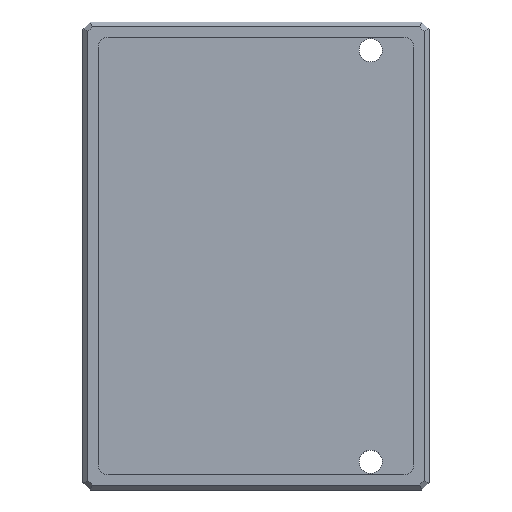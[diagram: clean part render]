
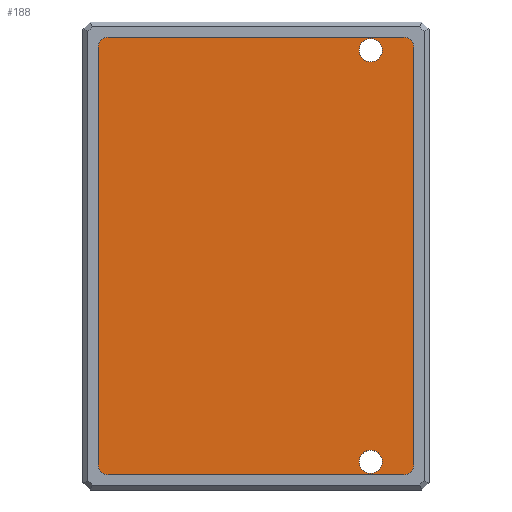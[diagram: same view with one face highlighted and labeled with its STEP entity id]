
A CAD part, top view. The second image highlights one B-rep face of the part: STEP entity #188.
In plain terms, the highlighted planar face has unit normal (0, 0, 1).
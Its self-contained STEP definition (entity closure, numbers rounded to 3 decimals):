
#19 = DIRECTION ( 'NONE',  ( -1., 0., 0. ) ) ;
#29 = VERTEX_POINT ( 'NONE', #292 ) ;
#40 = DIRECTION ( 'NONE',  ( 1., 0., 0. ) ) ;
#48 = CARTESIAN_POINT ( 'NONE',  ( 96.363, 136.05, 3.175 ) ) ;
#49 = CARTESIAN_POINT ( 'NONE',  ( 102.713, -136.05, 3.175 ) ) ;
#59 = CARTESIAN_POINT ( 'NONE',  ( 67.212, -134.05, 3.175 ) ) ;
#62 = LINE ( 'NONE', #136, #376 ) ;
#74 = ORIENTED_EDGE ( 'NONE', *, *, #910, .T. ) ;
#78 = AXIS2_PLACEMENT_3D ( 'NONE', #113, #680, #19 ) ;
#79 = ORIENTED_EDGE ( 'NONE', *, *, #1087, .T. ) ;
#82 = CIRCLE ( 'NONE', #770, 7.5 ) ;
#91 = DIRECTION ( 'NONE',  ( -1., 0., 0. ) ) ;
#94 = EDGE_CURVE ( 'NONE', #1138, #29, #952, .T. ) ;
#96 = CARTESIAN_POINT ( 'NONE',  ( 82.213, 134.05, 3.175 ) ) ;
#113 = CARTESIAN_POINT ( 'NONE',  ( -96.363, -136.05, 3.175 ) ) ;
#116 = DIRECTION ( 'NONE',  ( -1., 0., 0. ) ) ;
#121 = ORIENTED_EDGE ( 'NONE', *, *, #1060, .T. ) ;
#122 = AXIS2_PLACEMENT_3D ( 'NONE', #252, #231, #283 ) ;
#124 = CIRCLE ( 'NONE', #338, 6.35 ) ;
#133 = EDGE_CURVE ( 'NONE', #138, #364, #968, .T. ) ;
#136 = CARTESIAN_POINT ( 'NONE',  ( 102.713, -136.05, 3.175 ) ) ;
#138 = VERTEX_POINT ( 'NONE', #702 ) ;
#148 = CARTESIAN_POINT ( 'NONE',  ( -96.363, -142.4, 3.175 ) ) ;
#173 = LINE ( 'NONE', #447, #1012 ) ;
#188 = ADVANCED_FACE ( 'NONE', ( #310, #782, #203 ), #503, .F. ) ;
#203 = FACE_OUTER_BOUND ( 'NONE', #453, .T. ) ;
#223 = DIRECTION ( 'NONE',  ( 0., 0., 1. ) ) ;
#231 = DIRECTION ( 'NONE',  ( 0., 0., -1. ) ) ;
#236 = VECTOR ( 'NONE', #264, 1000. ) ;
#238 = DIRECTION ( 'NONE',  ( 0., 0., 1. ) ) ;
#252 = CARTESIAN_POINT ( 'NONE',  ( 74.713, -134.05, 3.175 ) ) ;
#263 = ORIENTED_EDGE ( 'NONE', *, *, #389, .T. ) ;
#264 = DIRECTION ( 'NONE',  ( 0., -1., 0. ) ) ;
#266 = VERTEX_POINT ( 'NONE', #1006 ) ;
#269 = DIRECTION ( 'NONE',  ( 0., 0., -1. ) ) ;
#281 = VERTEX_POINT ( 'NONE', #59 ) ;
#283 = DIRECTION ( 'NONE',  ( -1., 0., 0. ) ) ;
#288 = ORIENTED_EDGE ( 'NONE', *, *, #701, .T. ) ;
#291 = EDGE_CURVE ( 'NONE', #266, #1114, #893, .T. ) ;
#292 = CARTESIAN_POINT ( 'NONE',  ( 96.363, 142.4, 3.175 ) ) ;
#310 = FACE_BOUND ( 'NONE', #1201, .T. ) ;
#323 = AXIS2_PLACEMENT_3D ( 'NONE', #793, #424, #1161 ) ;
#338 = AXIS2_PLACEMENT_3D ( 'NONE', #1054, #223, #116 ) ;
#344 = CARTESIAN_POINT ( 'NONE',  ( -102.713, 136.05, 3.175 ) ) ;
#364 = VERTEX_POINT ( 'NONE', #344 ) ;
#370 = AXIS2_PLACEMENT_3D ( 'NONE', #627, #1182, #529 ) ;
#376 = VECTOR ( 'NONE', #697, 1000. ) ;
#388 = CIRCLE ( 'NONE', #122, 7.5 ) ;
#389 = EDGE_CURVE ( 'NONE', #281, #748, #388, .T. ) ;
#400 = ORIENTED_EDGE ( 'NONE', *, *, #133, .T. ) ;
#412 = VECTOR ( 'NONE', #779, 1000. ) ;
#422 = DIRECTION ( 'NONE',  ( 0., 0., 1. ) ) ;
#424 = DIRECTION ( 'NONE',  ( 0., 0., -1. ) ) ;
#446 = VERTEX_POINT ( 'NONE', #1216 ) ;
#447 = CARTESIAN_POINT ( 'NONE',  ( 96.363, 142.4, 3.175 ) ) ;
#453 = EDGE_LOOP ( 'NONE', ( #1040, #690, #1157, #79, #1208, #74, #400, #787 ) ) ;
#503 = PLANE ( 'NONE',  #78 ) ;
#529 = DIRECTION ( 'NONE',  ( -1., 0., 0. ) ) ;
#534 = EDGE_CURVE ( 'NONE', #446, #1122, #124, .T. ) ;
#546 = CIRCLE ( 'NONE', #323, 7.5 ) ;
#564 = EDGE_LOOP ( 'NONE', ( #121, #608 ) ) ;
#582 = CARTESIAN_POINT ( 'NONE',  ( 96.363, -142.4, 3.175 ) ) ;
#608 = ORIENTED_EDGE ( 'NONE', *, *, #814, .T. ) ;
#619 = DIRECTION ( 'NONE',  ( 1., 0., 0. ) ) ;
#627 = CARTESIAN_POINT ( 'NONE',  ( 74.713, -134.05, 3.175 ) ) ;
#631 = AXIS2_PLACEMENT_3D ( 'NONE', #48, #422, #40 ) ;
#680 = DIRECTION ( 'NONE',  ( 0., 0., -1. ) ) ;
#690 = ORIENTED_EDGE ( 'NONE', *, *, #1009, .T. ) ;
#697 = DIRECTION ( 'NONE',  ( 0., 1., 0. ) ) ;
#701 = EDGE_CURVE ( 'NONE', #748, #281, #851, .T. ) ;
#702 = CARTESIAN_POINT ( 'NONE',  ( -96.363, 142.4, 3.175 ) ) ;
#710 = CARTESIAN_POINT ( 'NONE',  ( 82.213, -134.05, 3.175 ) ) ;
#748 = VERTEX_POINT ( 'NONE', #710 ) ;
#749 = AXIS2_PLACEMENT_3D ( 'NONE', #909, #238, #619 ) ;
#770 = AXIS2_PLACEMENT_3D ( 'NONE', #943, #269, #91 ) ;
#779 = DIRECTION ( 'NONE',  ( 1., 0., 0. ) ) ;
#782 = FACE_BOUND ( 'NONE', #564, .T. ) ;
#787 = ORIENTED_EDGE ( 'NONE', *, *, #823, .T. ) ;
#793 = CARTESIAN_POINT ( 'NONE',  ( 74.713, 134.05, 3.175 ) ) ;
#814 = EDGE_CURVE ( 'NONE', #855, #950, #82, .T. ) ;
#819 = CARTESIAN_POINT ( 'NONE',  ( 96.363, -136.05, 3.175 ) ) ;
#823 = EDGE_CURVE ( 'NONE', #364, #446, #1028, .T. ) ;
#830 = DIRECTION ( 'NONE',  ( -1., 0., 0. ) ) ;
#851 = CIRCLE ( 'NONE', #370, 7.5 ) ;
#855 = VERTEX_POINT ( 'NONE', #96 ) ;
#893 = CIRCLE ( 'NONE', #1145, 6.35 ) ;
#909 = CARTESIAN_POINT ( 'NONE',  ( -96.363, 136.05, 3.175 ) ) ;
#910 = EDGE_CURVE ( 'NONE', #29, #138, #173, .T. ) ;
#917 = CARTESIAN_POINT ( 'NONE',  ( 102.713, 136.05, 3.175 ) ) ;
#943 = CARTESIAN_POINT ( 'NONE',  ( 74.713, 134.05, 3.175 ) ) ;
#950 = VERTEX_POINT ( 'NONE', #1045 ) ;
#952 = CIRCLE ( 'NONE', #631, 6.35 ) ;
#968 = CIRCLE ( 'NONE', #749, 6.35 ) ;
#1006 = CARTESIAN_POINT ( 'NONE',  ( 96.363, -142.4, 3.175 ) ) ;
#1009 = EDGE_CURVE ( 'NONE', #1122, #266, #1038, .T. ) ;
#1012 = VECTOR ( 'NONE', #830, 1000. ) ;
#1024 = CARTESIAN_POINT ( 'NONE',  ( -102.713, -136.05, 3.175 ) ) ;
#1028 = LINE ( 'NONE', #1024, #236 ) ;
#1038 = LINE ( 'NONE', #582, #412 ) ;
#1040 = ORIENTED_EDGE ( 'NONE', *, *, #534, .T. ) ;
#1045 = CARTESIAN_POINT ( 'NONE',  ( 67.213, 134.05, 3.175 ) ) ;
#1054 = CARTESIAN_POINT ( 'NONE',  ( -96.363, -136.05, 3.175 ) ) ;
#1060 = EDGE_CURVE ( 'NONE', #950, #855, #546, .T. ) ;
#1087 = EDGE_CURVE ( 'NONE', #1114, #1138, #62, .T. ) ;
#1103 = DIRECTION ( 'NONE',  ( 1., 0., 0. ) ) ;
#1114 = VERTEX_POINT ( 'NONE', #49 ) ;
#1122 = VERTEX_POINT ( 'NONE', #148 ) ;
#1138 = VERTEX_POINT ( 'NONE', #917 ) ;
#1145 = AXIS2_PLACEMENT_3D ( 'NONE', #819, #1190, #1103 ) ;
#1157 = ORIENTED_EDGE ( 'NONE', *, *, #291, .T. ) ;
#1161 = DIRECTION ( 'NONE',  ( -1., 0., 0. ) ) ;
#1182 = DIRECTION ( 'NONE',  ( 0., 0., -1. ) ) ;
#1190 = DIRECTION ( 'NONE',  ( 0., 0., 1. ) ) ;
#1201 = EDGE_LOOP ( 'NONE', ( #263, #288 ) ) ;
#1208 = ORIENTED_EDGE ( 'NONE', *, *, #94, .T. ) ;
#1216 = CARTESIAN_POINT ( 'NONE',  ( -102.713, -136.05, 3.175 ) ) ;
